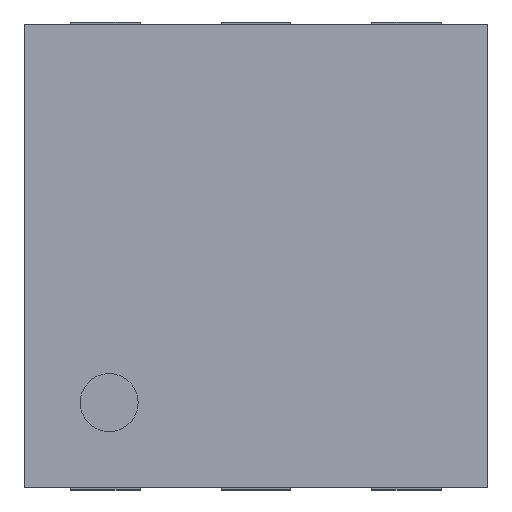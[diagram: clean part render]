
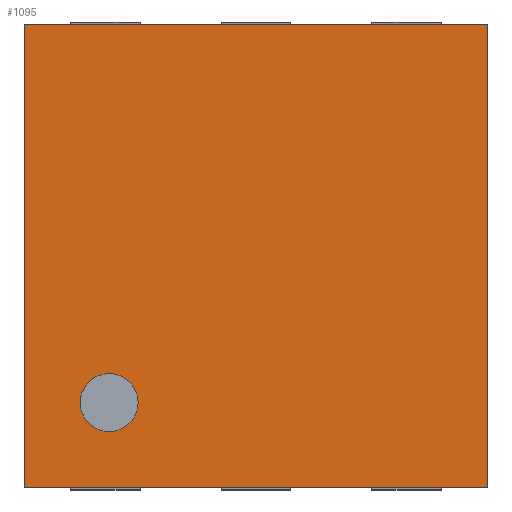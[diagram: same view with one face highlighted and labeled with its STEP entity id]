
A CAD part, top view. The second image highlights one B-rep face of the part: STEP entity #1095.
In plain terms, the highlighted planar face has unit normal (0, 0, 1).
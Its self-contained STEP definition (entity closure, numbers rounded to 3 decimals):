
#16=FACE_BOUND('',#140,.T.);
#25=CIRCLE('',#1114,0.125);
#82=FACE_OUTER_BOUND('',#139,.T.);
#139=EDGE_LOOP('',(#982,#983,#984,#985));
#140=EDGE_LOOP('',(#986));
#282=LINE('',#1724,#430);
#284=LINE('',#1728,#432);
#286=LINE('',#1732,#434);
#288=LINE('',#1735,#436);
#430=VECTOR('',#1416,10.);
#432=VECTOR('',#1420,10.);
#434=VECTOR('',#1424,10.);
#436=VECTOR('',#1428,10.);
#445=VERTEX_POINT('',#1454);
#533=VERTEX_POINT('',#1721);
#534=VERTEX_POINT('',#1723);
#535=VERTEX_POINT('',#1727);
#536=VERTEX_POINT('',#1731);
#547=EDGE_CURVE('',#445,#445,#25,.T.);
#680=EDGE_CURVE('',#534,#533,#282,.T.);
#682=EDGE_CURVE('',#535,#534,#284,.T.);
#684=EDGE_CURVE('',#536,#535,#286,.T.);
#686=EDGE_CURVE('',#533,#536,#288,.T.);
#982=ORIENTED_EDGE('',*,*,#686,.T.);
#983=ORIENTED_EDGE('',*,*,#684,.T.);
#984=ORIENTED_EDGE('',*,*,#682,.T.);
#985=ORIENTED_EDGE('',*,*,#680,.T.);
#986=ORIENTED_EDGE('',*,*,#547,.T.);
#1040=PLANE('',#1166);
#1095=ADVANCED_FACE('',(#82,#16),#1040,.T.);
#1114=AXIS2_PLACEMENT_3D('',#1455,#1187,#1188);
#1166=AXIS2_PLACEMENT_3D('',#1736,#1429,#1430);
#1187=DIRECTION('center_axis',(0.,0.,-1.));
#1188=DIRECTION('ref_axis',(-1.,0.,0.));
#1416=DIRECTION('',(0.,-1.,0.));
#1420=DIRECTION('',(-1.,0.,0.));
#1424=DIRECTION('',(0.,1.,0.));
#1428=DIRECTION('',(1.,0.,0.));
#1429=DIRECTION('center_axis',(0.,0.,1.));
#1430=DIRECTION('ref_axis',(1.,0.,0.));
#1454=CARTESIAN_POINT('',(-0.509,-0.634,0.63));
#1455=CARTESIAN_POINT('Origin',(-0.634,-0.634,0.63));
#1721=CARTESIAN_POINT('',(-1.,-1.,0.63));
#1723=CARTESIAN_POINT('',(-1.,1.,0.63));
#1724=CARTESIAN_POINT('',(-1.,-1.,0.63));
#1727=CARTESIAN_POINT('',(1.,1.,0.63));
#1728=CARTESIAN_POINT('',(-1.,1.,0.63));
#1731=CARTESIAN_POINT('',(1.,-1.,0.63));
#1732=CARTESIAN_POINT('',(1.,1.,0.63));
#1735=CARTESIAN_POINT('',(1.,-1.,0.63));
#1736=CARTESIAN_POINT('Origin',(0.,0.,0.63));
